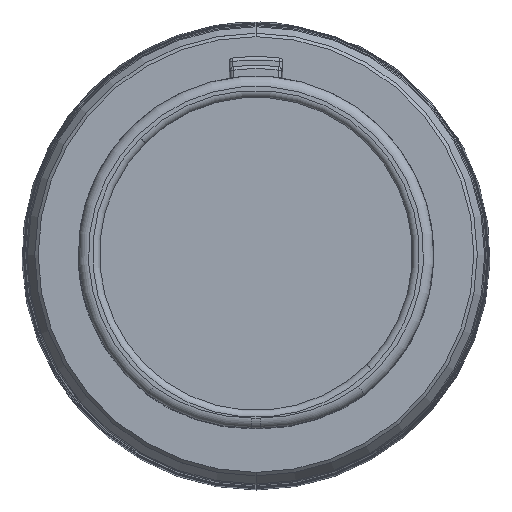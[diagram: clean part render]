
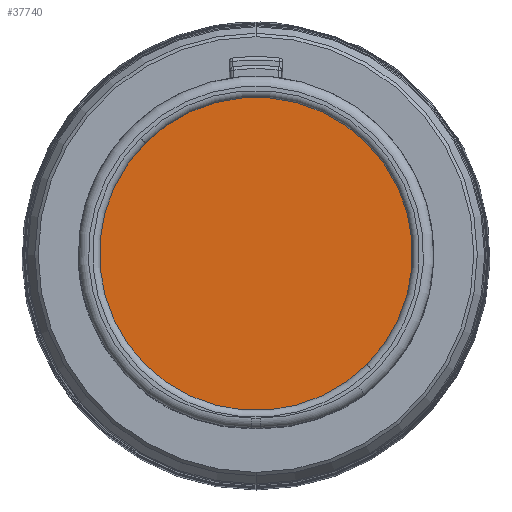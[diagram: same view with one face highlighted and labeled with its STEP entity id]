
A CAD part, top view. The second image highlights one B-rep face of the part: STEP entity #37740.
In plain terms, the highlighted planar face has unit normal (0, 0, 1).
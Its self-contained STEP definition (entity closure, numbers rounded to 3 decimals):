
#13309=CARTESIAN_POINT('',(0.,0.,47.55));
#13310=DIRECTION('',(0.,0.,1.));
#13311=DIRECTION('',(0.707,-0.707,0.));
#13312=AXIS2_PLACEMENT_3D('',#13309,#13310,#13311);
#13327=CARTESIAN_POINT('',(0.,0.,47.55));
#13328=DIRECTION('',(0.,0.,1.));
#13329=DIRECTION('',(-0.707,0.707,0.));
#13330=AXIS2_PLACEMENT_3D('',#13327,#13328,#13329);
#15485=CARTESIAN_POINT('',(-6.505,6.505,47.55));
#15486=CARTESIAN_POINT('',(6.505,-6.505,47.55));
#15487=VERTEX_POINT('',#15485);
#15488=VERTEX_POINT('',#15486);
#37730=CARTESIAN_POINT('',(0.,0.,47.55));
#37731=DIRECTION('',(0.,0.,-1.));
#37732=DIRECTION('',(0.,-1.,0.));
#37733=AXIS2_PLACEMENT_3D('',#37730,#37731,#37732);
#37734=PLANE('',#37733);
#37736=ORIENTED_EDGE('',*,*,#37735,.F.);
#37737=ORIENTED_EDGE('',*,*,#37720,.F.);
#37738=EDGE_LOOP('',(#37736,#37737));
#37739=FACE_OUTER_BOUND('',#37738,.F.);
#37740=ADVANCED_FACE('',(#37739),#37734,.F.);
#13313=CIRCLE('',#13312,9.2);
#13331=CIRCLE('',#13330,9.2);
#37720=EDGE_CURVE('',#15488,#15487,#13313,.T.);
#37735=EDGE_CURVE('',#15487,#15488,#13331,.T.);
